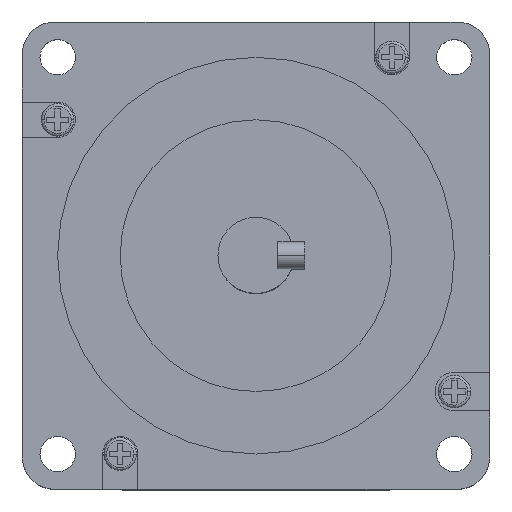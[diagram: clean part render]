
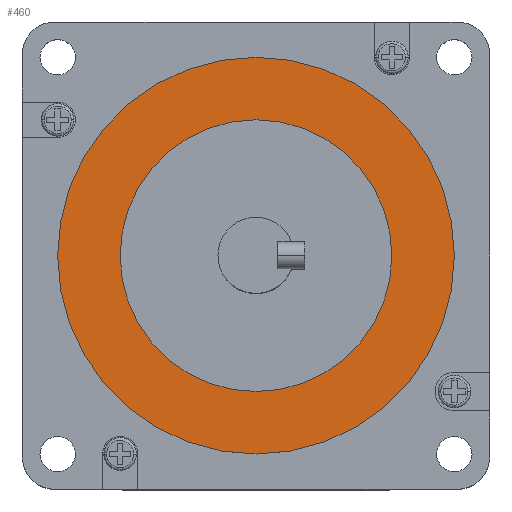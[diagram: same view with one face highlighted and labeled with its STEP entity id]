
A CAD part, top view. The second image highlights one B-rep face of the part: STEP entity #460.
In plain terms, the highlighted planar face has unit normal (0, 0, 1).
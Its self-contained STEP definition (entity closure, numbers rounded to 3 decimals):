
#185 = EDGE_LOOP ( 'NONE', ( #594, #1397 ) ) ;
#199 = AXIS2_PLACEMENT_3D ( 'NONE', #5519, #5557, #795 ) ;
#261 = CARTESIAN_POINT ( 'NONE',  ( 36.5, 0., 67.6 ) ) ;
#345 = DIRECTION ( 'NONE',  ( -1., 0., 0. ) ) ;
#351 = DIRECTION ( 'NONE',  ( 1., 0., 0. ) ) ;
#387 = CARTESIAN_POINT ( 'NONE',  ( 0., 0., 67.6 ) ) ;
#460 = ADVANCED_FACE ( 'NONE', ( #1308, #3441 ), #6550, .T. ) ;
#594 = ORIENTED_EDGE ( 'NONE', *, *, #6705, .F. ) ;
#795 = DIRECTION ( 'NONE',  ( 1., 0., 0. ) ) ;
#909 = CIRCLE ( 'NONE', #4800, 25. ) ;
#967 = CARTESIAN_POINT ( 'NONE',  ( 0., 0., 67.6 ) ) ;
#1012 = VERTEX_POINT ( 'NONE', #261 ) ;
#1299 = DIRECTION ( 'NONE',  ( 0., 0., -1. ) ) ;
#1308 = FACE_OUTER_BOUND ( 'NONE', #185, .T. ) ;
#1397 = ORIENTED_EDGE ( 'NONE', *, *, #4936, .F. ) ;
#1433 = AXIS2_PLACEMENT_3D ( 'NONE', #2073, #1299, #6477 ) ;
#1490 = DIRECTION ( 'NONE',  ( 0., 0., -1. ) ) ;
#1495 = DIRECTION ( 'NONE',  ( 0., 0., -1. ) ) ;
#1536 = CARTESIAN_POINT ( 'NONE',  ( 25., 0., 67.6 ) ) ;
#1773 = CIRCLE ( 'NONE', #1433, 36.5 ) ;
#2073 = CARTESIAN_POINT ( 'NONE',  ( 0., 0., 67.6 ) ) ;
#2222 = CARTESIAN_POINT ( 'NONE',  ( -25., 0., 67.6 ) ) ;
#2488 = CARTESIAN_POINT ( 'NONE',  ( 0., 0., 67.6 ) ) ;
#2608 = AXIS2_PLACEMENT_3D ( 'NONE', #967, #1490, #345 ) ;
#3055 = CIRCLE ( 'NONE', #2608, 36.5 ) ;
#3077 = DIRECTION ( 'NONE',  ( 1., 0., 0. ) ) ;
#3148 = AXIS2_PLACEMENT_3D ( 'NONE', #2488, #1495, #3077 ) ;
#3184 = VERTEX_POINT ( 'NONE', #1536 ) ;
#3441 = FACE_BOUND ( 'NONE', #6751, .T. ) ;
#3494 = EDGE_CURVE ( 'NONE', #3184, #5070, #5462, .T. ) ;
#3500 = VERTEX_POINT ( 'NONE', #6710 ) ;
#3527 = EDGE_CURVE ( 'NONE', #5070, #3184, #909, .T. ) ;
#4006 = ORIENTED_EDGE ( 'NONE', *, *, #3494, .T. ) ;
#4085 = DIRECTION ( 'NONE',  ( 0., 0., -1. ) ) ;
#4800 = AXIS2_PLACEMENT_3D ( 'NONE', #387, #4085, #351 ) ;
#4936 = EDGE_CURVE ( 'NONE', #1012, #3500, #3055, .T. ) ;
#5070 = VERTEX_POINT ( 'NONE', #2222 ) ;
#5181 = ORIENTED_EDGE ( 'NONE', *, *, #3527, .T. ) ;
#5462 = CIRCLE ( 'NONE', #3148, 25. ) ;
#5519 = CARTESIAN_POINT ( 'NONE',  ( 0., 0., 67.6 ) ) ;
#5557 = DIRECTION ( 'NONE',  ( 0., 0., 1. ) ) ;
#6477 = DIRECTION ( 'NONE',  ( -1., 0., 0. ) ) ;
#6550 = PLANE ( 'NONE',  #199 ) ;
#6705 = EDGE_CURVE ( 'NONE', #3500, #1012, #1773, .T. ) ;
#6710 = CARTESIAN_POINT ( 'NONE',  ( -36.5, 0., 67.6 ) ) ;
#6751 = EDGE_LOOP ( 'NONE', ( #4006, #5181 ) ) ;
